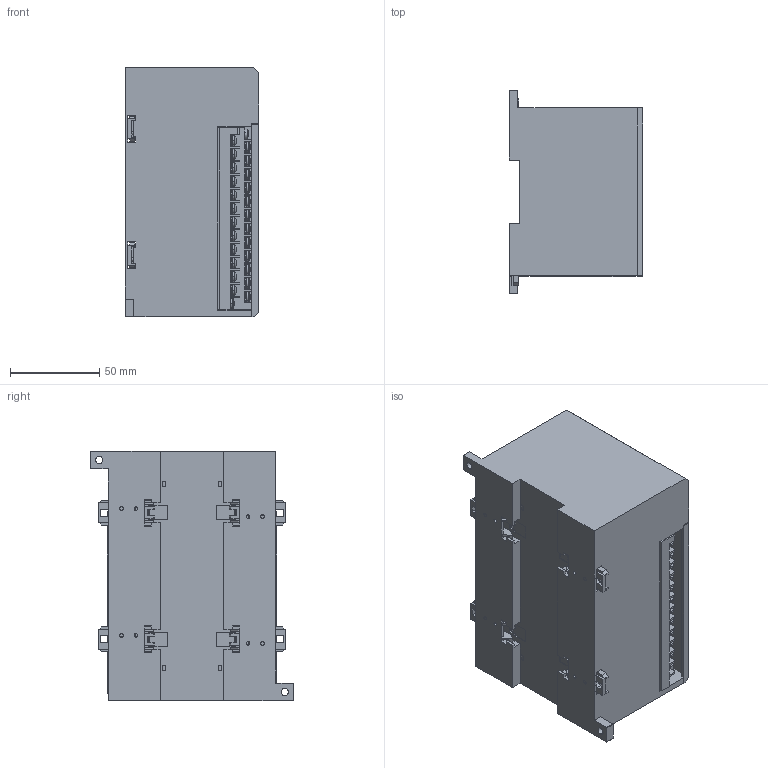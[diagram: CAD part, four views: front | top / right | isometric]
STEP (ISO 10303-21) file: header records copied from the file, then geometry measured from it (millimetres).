
FILE_DESCRIPTION (( 'STEP AP214' ), '1' );
FILE_NAME ('3D 斁麧錪 斨110-224.4痁 [M01].STEP', '2021-02-16T10:44:22', ( '' ), ( '' ), 'SwSTEP 2.0', 'SolidWorks 2015', '' );
FILE_SCHEMA (( 'AUTOMOTIVE_DESIGN' ));
Length unit declared in the file: millimetre
Products named in the file (11): êðûøêà ìàëåíüêàÿ_00; ISO 7045 - M3 x 10 - Z --- 10N_ISO 7045 - M3 x 10 - Z --- 10N; Øàéáà êâàäðàòíàÿ Ì3; Êðûøêà ïðîçðà÷íàÿ Mx110_2; ISO 7045 - M3 x 20 - Z --- 20N_ISO 7045 - M3 x 20 - Z --- 20N; 3D 斁麧錪 斨110-224.4痁 [M01]; 扻豵鵨 忞110; ﾔ韭ﾌ02_00; Ñáîðêà êëåììíàÿ êîëîäêà; Êëåììíàÿ êîëîäêà; Êðûøêà ïðîçðà÷íàÿ Mx110
Assembly tree (61 placements, depth 3):
  3D 斁麧錪 斨110-224.4痁 [M01]
    扻豵鵨 忞110
    Ñáîðêà êëåììíàÿ êîëîäêà  x2
      Êëåììíàÿ êîëîäêà
      Øàéáà êâàäðàòíàÿ Ì3
      ISO 7045 - M3 x 10 - Z --- 10N_ISO 7045 - M3 x 10 - Z --- 10N
      ISO 7045 - M3 x 20 - Z --- 20N_ISO 7045 - M3 x 20 - Z --- 20N
    ﾔ韭ﾌ02_00  x4
    Êðûøêà ïðîçðà÷íàÿ Mx110
    Êðûøêà ïðîçðà÷íàÿ Mx110_2
    êðûøêà ìàëåíüêàÿ_00
Bounding box: 75.1 x 114 x 140 mm (x, y, z)
Volume: 963491 mm3; surface area: 136027.5 mm2
Topology: 110 solids, 110 shells, 6398 faces, 16815 edges, 10829 vertices
Faces by surface type: plane 4803, cylinder 711, cone 572, torus 208, sphere 104
Entity records: 137271 total; most frequent: CARTESIAN_POINT 19436, ORIENTED_EDGE 19040, DIRECTION 16650, EDGE_CURVE 9520, LINE 9116, VECTOR 9116, VERTEX_POINT 6433, AXIS2_PLACEMENT_3D 3767
